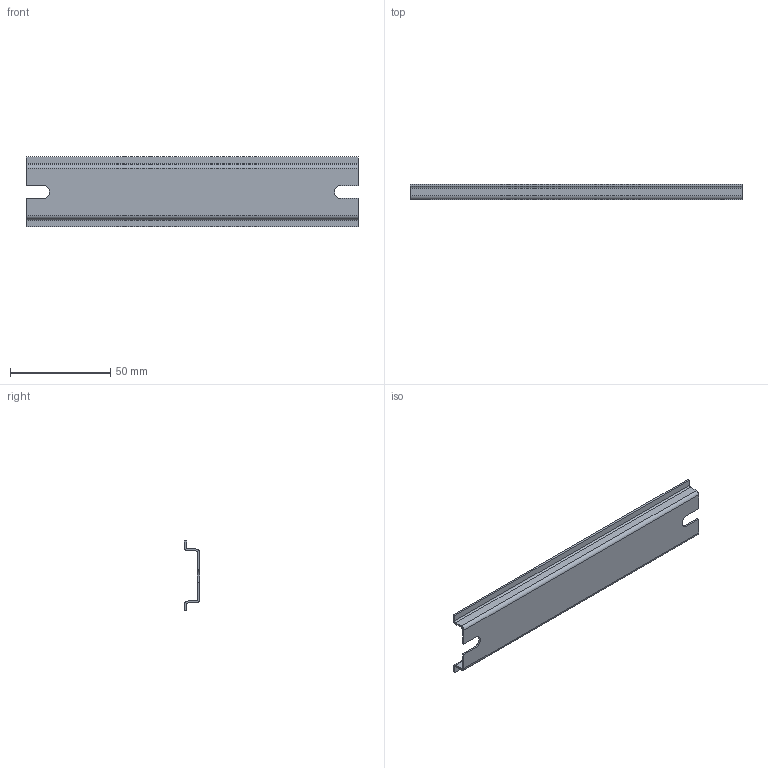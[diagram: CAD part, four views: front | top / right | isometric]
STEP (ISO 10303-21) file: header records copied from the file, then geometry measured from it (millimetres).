
FILE_DESCRIPTION(/* description */ (''),/* implementation_level */ '2;1');
FILE_NAME(/* name */ '21003480_TS 35.stp',/* time_stamp */ '2015-05-29T08:26:35+02:00',/* author */ ('kleemann'),/* organization */ ('Fa. Bopla'),/* preprocessor_version */ 'ST-DEVELOPER v15.6',/* originating_system */ 'Autodesk Inventor 2015',/* authorisation */ '');
FILE_SCHEMA (('AUTOMOTIVE_DESIGN { 1 0 10303 214 3 1 1 }'));
Length unit declared in the file: millimetre
Products named in the file (1): TS 35_166_3_3D
Bounding box: 166 x 7.5 x 35 mm (x, y, z)
Volume: 7456.5 mm3; surface area: 15377.9 mm2
Topology: 1 solids, 1 shells, 30 faces, 84 edges, 56 vertices
Faces by surface type: plane 20, cylinder 10
Entity records: 992 total; most frequent: CARTESIAN_POINT 171, ORIENTED_EDGE 168, DIRECTION 166, EDGE_CURVE 84, LINE 64, VECTOR 64, VERTEX_POINT 56, AXIS2_PLACEMENT_3D 51
